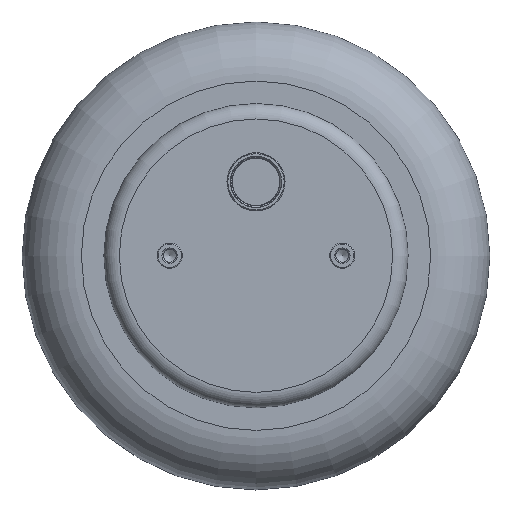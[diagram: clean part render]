
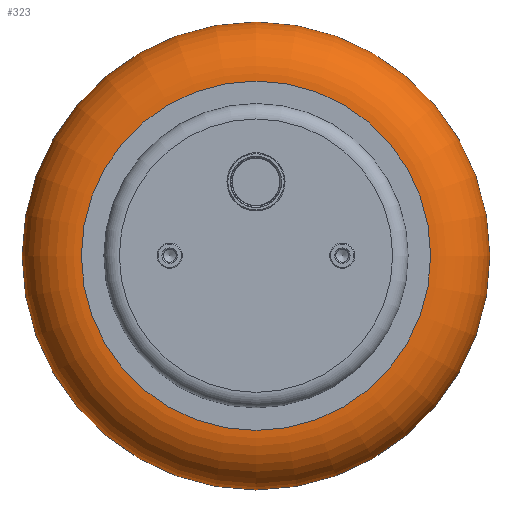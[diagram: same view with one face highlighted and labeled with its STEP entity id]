
A CAD part, top view. The second image highlights one B-rep face of the part: STEP entity #323.
In plain terms, the highlighted toroidal (fillet/blend) face has major radius 90.075 mm and minor radius 30.575 mm.
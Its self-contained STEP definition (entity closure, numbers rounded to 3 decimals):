
#280=TOROIDAL_SURFACE('',#1433,90.075,30.575);
#323=ADVANCED_FACE('',(#485,#486),#280,.T.);
#485=FACE_BOUND('',#684,.T.);
#486=FACE_BOUND('',#685,.T.);
#684=EDGE_LOOP('',(#884));
#685=EDGE_LOOP('',(#885));
#884=ORIENTED_EDGE('',*,*,#1194,.F.);
#885=ORIENTED_EDGE('',*,*,#1195,.T.);
#1081=VERTEX_POINT('',#2086);
#1082=VERTEX_POINT('',#2089);
#1194=EDGE_CURVE('',#1081,#1081,#1304,.T.);
#1195=EDGE_CURVE('',#1082,#1082,#1305,.T.);
#1304=CIRCLE('',#1430,90.075);
#1305=CIRCLE('',#1432,90.075);
#1430=AXIS2_PLACEMENT_3D('',#2085,#1689,#1690);
#1432=AXIS2_PLACEMENT_3D('',#2088,#1693,#1694);
#1433=AXIS2_PLACEMENT_3D('',#2090,#1695,#1696);
#1689=DIRECTION('',(0.,0.,1.));
#1690=DIRECTION('',(-1.,0.,0.));
#1693=DIRECTION('',(0.,0.,1.));
#1694=DIRECTION('',(-1.,0.,0.));
#1695=DIRECTION('',(0.,0.,1.));
#1696=DIRECTION('',(-1.,0.,0.));
#2085=CARTESIAN_POINT('',(0.,0.,155.));
#2086=CARTESIAN_POINT('',(-90.075,0.,155.));
#2088=CARTESIAN_POINT('',(0.,0.,93.85));
#2089=CARTESIAN_POINT('',(-90.075,0.,93.85));
#2090=CARTESIAN_POINT('',(0.,0.,124.425));
